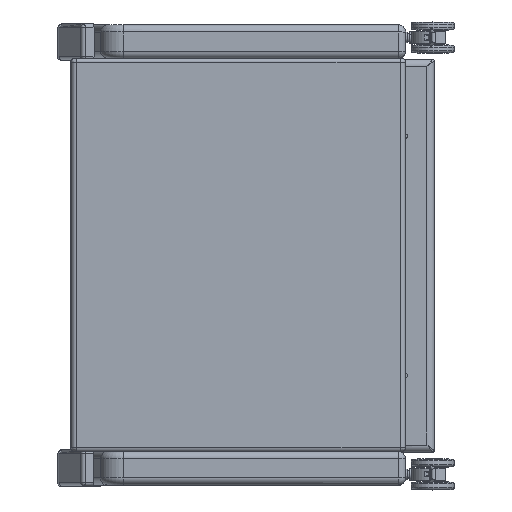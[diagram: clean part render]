
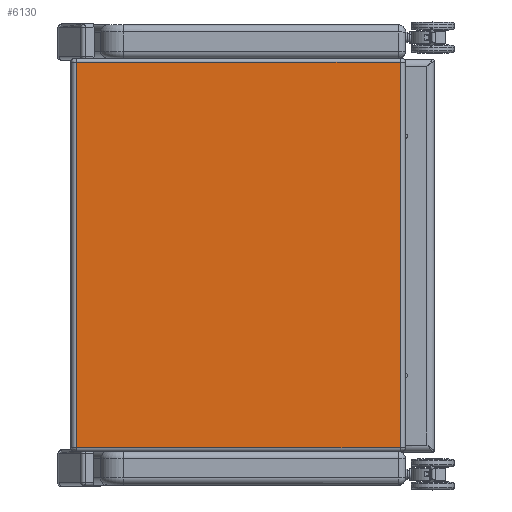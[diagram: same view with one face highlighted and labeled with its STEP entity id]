
A CAD part, left-side view. The second image highlights one B-rep face of the part: STEP entity #6130.
In plain terms, the highlighted face is planar.
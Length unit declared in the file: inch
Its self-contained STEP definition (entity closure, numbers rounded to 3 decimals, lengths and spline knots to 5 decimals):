
#439=PLANE('',#6841);
#693=LINE('',#9894,#1087);
#698=LINE('',#9907,#1092);
#699=LINE('',#9911,#1093);
#700=LINE('',#9912,#1094);
#1087=VECTOR('',#7921,0.3937);
#1092=VECTOR('',#7934,0.3937);
#1093=VECTOR('',#7939,26.5);
#1094=VECTOR('',#7940,0.3937);
#1651=FACE_OUTER_BOUND('',#2070,.T.);
#2070=EDGE_LOOP('',(#4629,#4630,#4631,#4632));
#2927=VERTEX_POINT('',#9812);
#2944=VERTEX_POINT('',#9877);
#2948=VERTEX_POINT('',#9906);
#2949=VERTEX_POINT('',#9910);
#3572=EDGE_CURVE('',#2927,#2944,#693,.T.);
#3578=EDGE_CURVE('',#2944,#2948,#698,.T.);
#3580=EDGE_CURVE('',#2949,#2927,#699,.T.);
#3581=EDGE_CURVE('',#2948,#2949,#700,.T.);
#4629=ORIENTED_EDGE('',*,*,#3572,.F.);
#4630=ORIENTED_EDGE('',*,*,#3580,.F.);
#4631=ORIENTED_EDGE('',*,*,#3581,.F.);
#4632=ORIENTED_EDGE('',*,*,#3578,.F.);
#6130=ADVANCED_FACE('',(#1651),#439,.T.);
#6841=AXIS2_PLACEMENT_3D('',#9909,#7937,#7938);
#7921=DIRECTION('',(1.,0.,0.));
#7934=DIRECTION('',(0.,0.,-1.));
#7937=DIRECTION('center_axis',(0.,-1.,0.));
#7938=DIRECTION('ref_axis',(0.,0.,-1.));
#7939=DIRECTION('',(0.,0.,1.));
#7940=DIRECTION('',(-1.,0.,0.));
#9812=CARTESIAN_POINT('',(20.0282,18.44801,52.75));
#9877=CARTESIAN_POINT('',(42.2782,18.44801,52.75));
#9894=CARTESIAN_POINT('',(35.3303,18.44801,52.75));
#9906=CARTESIAN_POINT('',(42.2782,18.44801,26.25));
#9907=CARTESIAN_POINT('',(42.2782,18.44801,30.));
#9909=CARTESIAN_POINT('Origin',(40.7782,18.44801,30.));
#9910=CARTESIAN_POINT('',(20.0282,18.44801,26.25));
#9911=CARTESIAN_POINT('',(20.0282,18.44801,30.25));
#9912=CARTESIAN_POINT('',(35.46724,18.44801,26.25));
